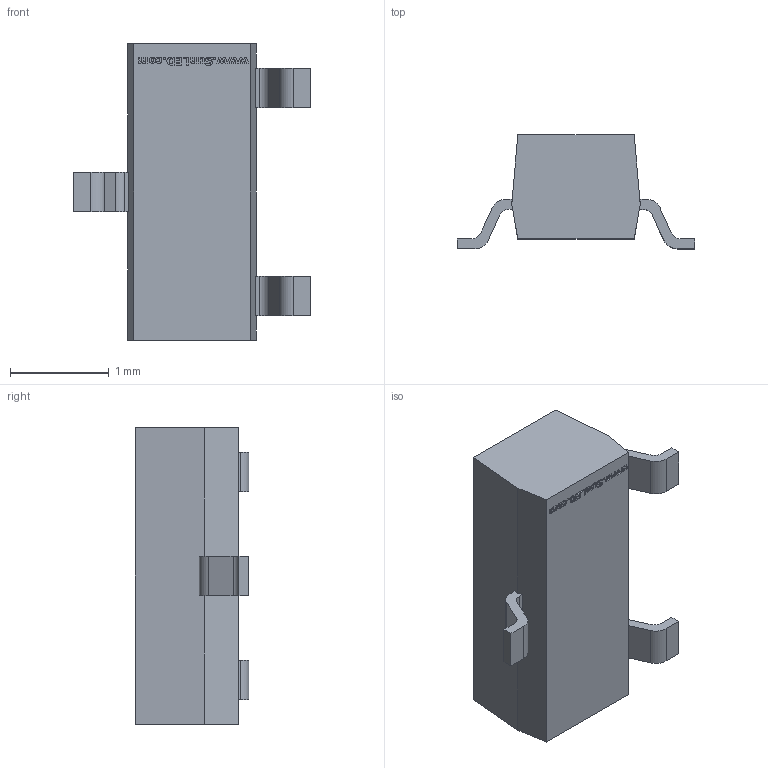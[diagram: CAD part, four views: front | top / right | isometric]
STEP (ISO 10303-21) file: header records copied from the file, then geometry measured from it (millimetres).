
FILE_DESCRIPTION (( 'STEP AP214' ), '1' );
FILE_NAME ('XZxx48.STEP', '2015-08-26T16:54:34', ( '' ), ( '' ), 'SwSTEP 2.0', 'SolidWorks 2012', '' );
FILE_SCHEMA (( 'AUTOMOTIVE_DESIGN' ));
Length unit declared in the file: millimetre
Products named in the file (1): XZxx48
Bounding box: 2.4 x 1.15 x 3 mm (x, y, z)
Volume: 4 mm3; surface area: 18.4 mm2
Topology: 1 solids, 1 shells, 237 faces, 657 edges, 438 vertices
Faces by surface type: plane 157, bspline 68, cylinder 12
Entity records: 12367 total; most frequent: CARTESIAN_POINT 4529, ORIENTED_EDGE 1314, DIRECTION 885, EDGE_CURVE 657, VECTOR 497, LINE 497, VERTEX_POINT 438, EDGE_LOOP 253
